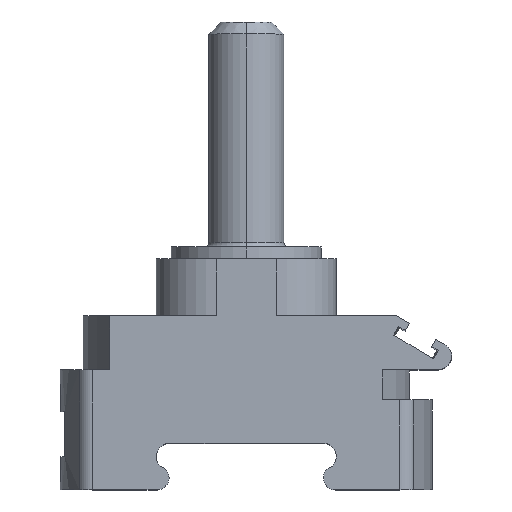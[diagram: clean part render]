
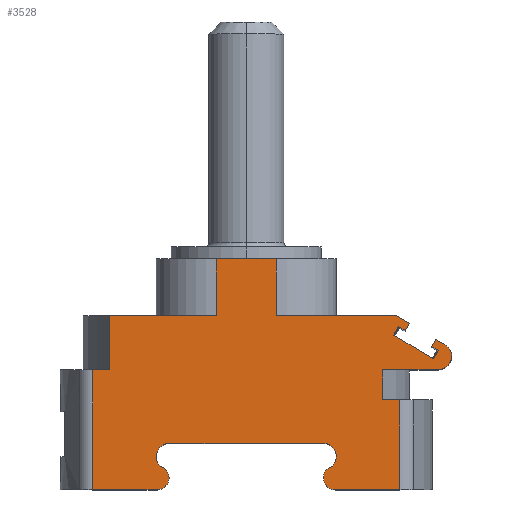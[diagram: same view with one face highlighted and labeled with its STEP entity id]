
A CAD part, top view. The second image highlights one B-rep face of the part: STEP entity #3528.
In plain terms, the highlighted planar face has unit normal (0, 0, 1).
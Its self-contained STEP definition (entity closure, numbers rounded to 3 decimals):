
#183=DIRECTION('',(-1.,0.,0.));
#184=VECTOR('',#183,7.1);
#185=CARTESIAN_POINT('',(-2.,11.6,6.));
#186=LINE('',#185,#184);
#268=DIRECTION('',(0.,-1.,0.));
#269=VECTOR('',#268,3.8);
#270=CARTESIAN_POINT('',(-2.,15.4,6.));
#271=LINE('',#270,#269);
#272=DIRECTION('',(-1.,0.,0.));
#273=VECTOR('',#272,4.);
#274=CARTESIAN_POINT('',(2.,15.4,6.));
#275=LINE('',#274,#273);
#276=DIRECTION('',(0.,1.,0.));
#277=VECTOR('',#276,3.8);
#278=CARTESIAN_POINT('',(2.,11.6,6.));
#279=LINE('',#278,#277);
#280=DIRECTION('',(-0.866,0.5,0.));
#281=VECTOR('',#280,1.025);
#282=CARTESIAN_POINT('',(10.888,11.088,6.));
#283=LINE('',#282,#281);
#284=DIRECTION('',(0.5,0.866,0.));
#285=VECTOR('',#284,0.548);
#286=CARTESIAN_POINT('',(10.614,10.613,6.));
#287=LINE('',#286,#285);
#288=DIRECTION('',(0.866,-0.5,0.));
#289=VECTOR('',#288,0.53);
#290=CARTESIAN_POINT('',(10.155,10.878,6.));
#291=LINE('',#290,#289);
#292=DIRECTION('',(0.5,0.866,0.));
#293=VECTOR('',#292,0.651);
#294=CARTESIAN_POINT('',(9.83,10.315,6.));
#295=LINE('',#294,#293);
#296=DIRECTION('',(-0.858,0.514,0.));
#297=VECTOR('',#296,3.109);
#298=CARTESIAN_POINT('',(12.498,8.717,6.));
#299=LINE('',#298,#297);
#300=DIRECTION('',(-0.5,-0.866,0.));
#301=VECTOR('',#300,0.652);
#302=CARTESIAN_POINT('',(12.824,9.282,6.));
#303=LINE('',#302,#301);
#304=DIRECTION('',(0.857,-0.516,0.));
#305=VECTOR('',#304,0.53);
#306=CARTESIAN_POINT('',(12.37,9.555,6.));
#307=LINE('',#306,#305);
#308=DIRECTION('',(-0.5,-0.866,0.));
#309=VECTOR('',#308,0.548);
#310=CARTESIAN_POINT('',(12.644,10.029,6.));
#311=LINE('',#310,#309);
#312=DIRECTION('',(-0.866,0.5,0.));
#313=VECTOR('',#312,0.7);
#314=CARTESIAN_POINT('',(13.25,9.679,6.));
#315=LINE('',#314,#313);
#316=CARTESIAN_POINT('',(12.8,8.9,6.));
#317=DIRECTION('',(0.,0.,1.));
#318=DIRECTION('',(0.,-1.,0.));
#319=AXIS2_PLACEMENT_3D('',#316,#317,#318);
#321=DIRECTION('',(0.,1.,0.));
#322=VECTOR('',#321,2.);
#323=CARTESIAN_POINT('',(9.1,6.,6.));
#324=LINE('',#323,#322);
#325=DIRECTION('',(1.,0.,0.));
#326=VECTOR('',#325,4.297);
#327=CARTESIAN_POINT('',(5.948,0.,6.));
#328=LINE('',#327,#326);
#329=CARTESIAN_POINT('',(5.948,0.8,6.));
#330=DIRECTION('',(0.,0.,1.));
#331=DIRECTION('',(-0.712,0.702,0.));
#332=AXIS2_PLACEMENT_3D('',#329,#330,#331);
#334=DIRECTION('',(-0.866,-0.5,0.));
#335=VECTOR('',#334,0.425);
#336=CARTESIAN_POINT('',(5.747,1.574,6.));
#337=LINE('',#336,#335);
#338=CARTESIAN_POINT('',(5.1,2.2,6.));
#339=DIRECTION('',(0.,0.,-1.));
#340=DIRECTION('',(0.,1.,0.));
#341=AXIS2_PLACEMENT_3D('',#338,#339,#340);
#343=DIRECTION('',(1.,0.,0.));
#344=VECTOR('',#343,10.2);
#345=CARTESIAN_POINT('',(-5.1,3.1,6.));
#346=LINE('',#345,#344);
#347=CARTESIAN_POINT('',(-5.1,2.2,6.));
#348=DIRECTION('',(0.,0.,-1.));
#349=DIRECTION('',(-0.719,-0.695,0.));
#350=AXIS2_PLACEMENT_3D('',#347,#348,#349);
#352=DIRECTION('',(-0.866,0.5,0.));
#353=VECTOR('',#352,0.425);
#354=CARTESIAN_POINT('',(-5.379,1.362,6.));
#355=LINE('',#354,#353);
#356=CARTESIAN_POINT('',(-5.948,0.8,6.));
#357=DIRECTION('',(0.,0.,1.));
#358=DIRECTION('',(0.,-1.,0.));
#359=AXIS2_PLACEMENT_3D('',#356,#357,#358);
#361=DIRECTION('',(1.,0.,0.));
#362=VECTOR('',#361,4.297);
#363=CARTESIAN_POINT('',(-10.245,0.,6.));
#364=LINE('',#363,#362);
#365=DIRECTION('',(0.,1.,0.));
#366=VECTOR('',#365,3.6);
#367=CARTESIAN_POINT('',(-9.1,8.,6.));
#368=LINE('',#367,#366);
#377=DIRECTION('',(-1.,0.,0.));
#378=VECTOR('',#377,8.);
#379=CARTESIAN_POINT('',(10.,11.6,6.));
#380=LINE('',#379,#378);
#536=DIRECTION('',(1.,0.,0.));
#537=VECTOR('',#536,3.7);
#538=CARTESIAN_POINT('',(9.1,8.,6.));
#539=LINE('',#538,#537);
#540=DIRECTION('',(-1.,0.,0.));
#541=VECTOR('',#540,1.145);
#542=CARTESIAN_POINT('',(10.245,6.,6.));
#543=LINE('',#542,#541);
#562=DIRECTION('',(0.,1.,0.));
#563=VECTOR('',#562,6.);
#564=CARTESIAN_POINT('',(10.245,0.,6.));
#565=LINE('',#564,#563);
#1681=DIRECTION('',(0.,-1.,0.));
#1682=VECTOR('',#1681,8.);
#1683=CARTESIAN_POINT('',(-10.245,8.,6.));
#1684=LINE('',#1683,#1682);
#1699=DIRECTION('',(-1.,0.,0.));
#1700=VECTOR('',#1699,1.145);
#1701=CARTESIAN_POINT('',(-9.1,8.,6.));
#1702=LINE('',#1701,#1700);
#2705=CARTESIAN_POINT('',(-5.1,3.1,6.));
#2706=CARTESIAN_POINT('',(5.1,3.1,6.));
#2707=VERTEX_POINT('',#2705);
#2708=VERTEX_POINT('',#2706);
#2709=CARTESIAN_POINT('',(5.747,1.574,6.));
#2710=VERTEX_POINT('',#2709);
#2711=CARTESIAN_POINT('',(5.379,1.362,6.));
#2712=VERTEX_POINT('',#2711);
#2713=CARTESIAN_POINT('',(5.948,0.,6.));
#2714=VERTEX_POINT('',#2713);
#2715=CARTESIAN_POINT('',(12.8,8.,6.));
#2716=CARTESIAN_POINT('',(13.25,9.679,6.));
#2717=VERTEX_POINT('',#2715);
#2718=VERTEX_POINT('',#2716);
#2719=CARTESIAN_POINT('',(12.644,10.029,6.));
#2720=VERTEX_POINT('',#2719);
#2721=CARTESIAN_POINT('',(10.888,11.088,6.));
#2722=CARTESIAN_POINT('',(10.,11.6,6.));
#2723=VERTEX_POINT('',#2721);
#2724=VERTEX_POINT('',#2722);
#2725=CARTESIAN_POINT('',(-5.948,0.,6.));
#2726=CARTESIAN_POINT('',(-5.379,1.362,6.));
#2727=VERTEX_POINT('',#2725);
#2728=VERTEX_POINT('',#2726);
#2729=CARTESIAN_POINT('',(-5.747,1.574,6.));
#2730=VERTEX_POINT('',#2729);
#2735=CARTESIAN_POINT('',(-9.1,8.,6.));
#2736=CARTESIAN_POINT('',(-9.1,11.6,6.));
#2737=VERTEX_POINT('',#2735);
#2738=VERTEX_POINT('',#2736);
#2743=CARTESIAN_POINT('',(9.1,6.,6.));
#2744=CARTESIAN_POINT('',(9.1,8.,6.));
#2745=VERTEX_POINT('',#2743);
#2746=VERTEX_POINT('',#2744);
#2751=CARTESIAN_POINT('',(10.245,0.,6.));
#2752=VERTEX_POINT('',#2751);
#2753=CARTESIAN_POINT('',(10.245,6.,6.));
#2754=VERTEX_POINT('',#2753);
#2767=CARTESIAN_POINT('',(-10.245,8.,6.));
#2768=VERTEX_POINT('',#2767);
#2769=CARTESIAN_POINT('',(-10.245,0.,6.));
#2770=VERTEX_POINT('',#2769);
#2905=CARTESIAN_POINT('',(-2.,15.4,6.));
#2906=VERTEX_POINT('',#2905);
#2907=CARTESIAN_POINT('',(-2.,11.6,6.));
#2908=VERTEX_POINT('',#2907);
#2909=CARTESIAN_POINT('',(2.,15.4,6.));
#2911=VERTEX_POINT('',#2909);
#2915=CARTESIAN_POINT('',(2.,11.6,6.));
#2916=VERTEX_POINT('',#2915);
#3186=CARTESIAN_POINT('',(12.498,8.717,6.));
#3187=CARTESIAN_POINT('',(9.83,10.315,6.));
#3188=VERTEX_POINT('',#3186);
#3189=VERTEX_POINT('',#3187);
#3198=CARTESIAN_POINT('',(12.37,9.555,6.));
#3199=VERTEX_POINT('',#3198);
#3200=CARTESIAN_POINT('',(10.614,10.613,6.));
#3201=VERTEX_POINT('',#3200);
#3206=CARTESIAN_POINT('',(12.824,9.282,6.));
#3207=VERTEX_POINT('',#3206);
#3208=CARTESIAN_POINT('',(10.155,10.878,6.));
#3209=VERTEX_POINT('',#3208);
#3463=CARTESIAN_POINT('',(0.,0.,6.));
#3464=DIRECTION('',(0.,0.,1.));
#3465=DIRECTION('',(1.,0.,0.));
#3466=AXIS2_PLACEMENT_3D('',#3463,#3464,#3465);
#3467=PLANE('',#3466);
#3468=ORIENTED_EDGE('',*,*,#3391,.F.);
#3469=ORIENTED_EDGE('',*,*,#3372,.F.);
#3470=ORIENTED_EDGE('',*,*,#3352,.F.);
#3472=ORIENTED_EDGE('',*,*,#3471,.F.);
#3474=ORIENTED_EDGE('',*,*,#3473,.F.);
#3476=ORIENTED_EDGE('',*,*,#3475,.F.);
#3478=ORIENTED_EDGE('',*,*,#3477,.F.);
#3480=ORIENTED_EDGE('',*,*,#3479,.F.);
#3482=ORIENTED_EDGE('',*,*,#3481,.F.);
#3484=ORIENTED_EDGE('',*,*,#3483,.F.);
#3486=ORIENTED_EDGE('',*,*,#3485,.F.);
#3488=ORIENTED_EDGE('',*,*,#3487,.F.);
#3490=ORIENTED_EDGE('',*,*,#3489,.F.);
#3492=ORIENTED_EDGE('',*,*,#3491,.F.);
#3494=ORIENTED_EDGE('',*,*,#3493,.F.);
#3496=ORIENTED_EDGE('',*,*,#3495,.F.);
#3498=ORIENTED_EDGE('',*,*,#3497,.F.);
#3500=ORIENTED_EDGE('',*,*,#3499,.F.);
#3502=ORIENTED_EDGE('',*,*,#3501,.F.);
#3504=ORIENTED_EDGE('',*,*,#3503,.F.);
#3506=ORIENTED_EDGE('',*,*,#3505,.F.);
#3508=ORIENTED_EDGE('',*,*,#3507,.F.);
#3510=ORIENTED_EDGE('',*,*,#3509,.F.);
#3512=ORIENTED_EDGE('',*,*,#3511,.F.);
#3514=ORIENTED_EDGE('',*,*,#3513,.F.);
#3516=ORIENTED_EDGE('',*,*,#3515,.F.);
#3518=ORIENTED_EDGE('',*,*,#3517,.F.);
#3520=ORIENTED_EDGE('',*,*,#3519,.F.);
#3522=ORIENTED_EDGE('',*,*,#3521,.F.);
#3524=ORIENTED_EDGE('',*,*,#3523,.T.);
#3525=ORIENTED_EDGE('',*,*,#3422,.F.);
#3526=EDGE_LOOP('',(#3468,#3469,#3470,#3472,#3474,#3476,#3478,#3480,#3482,#3484,
#3486,#3488,#3490,#3492,#3494,#3496,#3498,#3500,#3502,#3504,#3506,#3508,#3510,
#3512,#3514,#3516,#3518,#3520,#3522,#3524,#3525));
#3527=FACE_OUTER_BOUND('',#3526,.F.);
#3528=ADVANCED_FACE('',(#3527),#3467,.T.);
#320=CIRCLE('',#319,0.9);
#333=CIRCLE('',#332,0.8);
#342=CIRCLE('',#341,0.9);
#351=CIRCLE('',#350,0.9);
#360=CIRCLE('',#359,0.8);
#3352=EDGE_CURVE('',#2916,#2911,#279,.T.);
#3372=EDGE_CURVE('',#2911,#2906,#275,.T.);
#3391=EDGE_CURVE('',#2906,#2908,#271,.T.);
#3422=EDGE_CURVE('',#2908,#2738,#186,.T.);
#3471=EDGE_CURVE('',#2724,#2916,#380,.T.);
#3473=EDGE_CURVE('',#2723,#2724,#283,.T.);
#3475=EDGE_CURVE('',#3201,#2723,#287,.T.);
#3477=EDGE_CURVE('',#3209,#3201,#291,.T.);
#3479=EDGE_CURVE('',#3189,#3209,#295,.T.);
#3481=EDGE_CURVE('',#3188,#3189,#299,.T.);
#3483=EDGE_CURVE('',#3207,#3188,#303,.T.);
#3485=EDGE_CURVE('',#3199,#3207,#307,.T.);
#3487=EDGE_CURVE('',#2720,#3199,#311,.T.);
#3489=EDGE_CURVE('',#2718,#2720,#315,.T.);
#3491=EDGE_CURVE('',#2717,#2718,#320,.T.);
#3493=EDGE_CURVE('',#2746,#2717,#539,.T.);
#3495=EDGE_CURVE('',#2745,#2746,#324,.T.);
#3497=EDGE_CURVE('',#2754,#2745,#543,.T.);
#3499=EDGE_CURVE('',#2752,#2754,#565,.T.);
#3501=EDGE_CURVE('',#2714,#2752,#328,.T.);
#3503=EDGE_CURVE('',#2712,#2714,#333,.T.);
#3505=EDGE_CURVE('',#2710,#2712,#337,.T.);
#3507=EDGE_CURVE('',#2708,#2710,#342,.T.);
#3509=EDGE_CURVE('',#2707,#2708,#346,.T.);
#3511=EDGE_CURVE('',#2730,#2707,#351,.T.);
#3513=EDGE_CURVE('',#2728,#2730,#355,.T.);
#3515=EDGE_CURVE('',#2727,#2728,#360,.T.);
#3517=EDGE_CURVE('',#2770,#2727,#364,.T.);
#3519=EDGE_CURVE('',#2768,#2770,#1684,.T.);
#3521=EDGE_CURVE('',#2737,#2768,#1702,.T.);
#3523=EDGE_CURVE('',#2737,#2738,#368,.T.);
